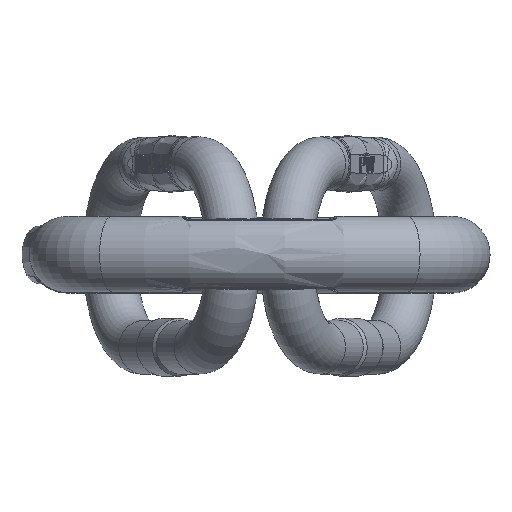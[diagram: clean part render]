
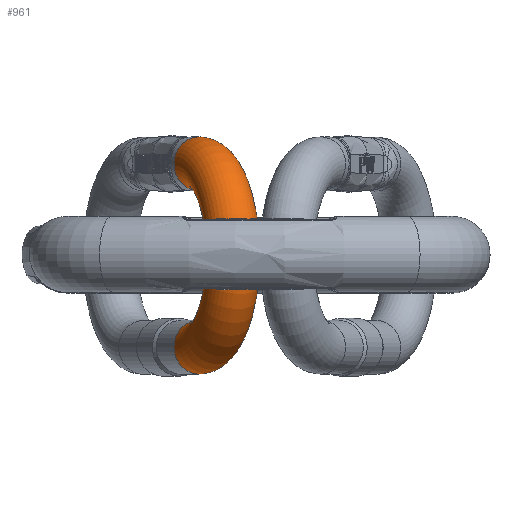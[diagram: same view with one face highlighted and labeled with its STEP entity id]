
A CAD part, top view. The second image highlights one B-rep face of the part: STEP entity #961.
In plain terms, the highlighted toroidal (fillet/blend) face has major radius 46 mm and minor radius 13.5 mm.
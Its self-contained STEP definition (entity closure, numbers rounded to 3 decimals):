
#679=TOROIDAL_SURFACE('',#7538,46.,13.5);
#961=ADVANCED_FACE('',(#2418,#2419),#679,.T.);
#2318=CIRCLE('',#7532,13.5);
#2321=CIRCLE('',#7537,13.5);
#2418=FACE_BOUND('',#2771,.T.);
#2419=FACE_BOUND('',#2772,.T.);
#2771=EDGE_LOOP('',(#4371));
#2772=EDGE_LOOP('',(#4372));
#4371=ORIENTED_EDGE('',*,*,#6428,.T.);
#4372=ORIENTED_EDGE('',*,*,#6425,.F.);
#5517=VERTEX_POINT('',#15275);
#5520=VERTEX_POINT('',#15283);
#6425=EDGE_CURVE('',#5517,#5517,#2318,.T.);
#6428=EDGE_CURVE('',#5520,#5520,#2321,.T.);
#7532=AXIS2_PLACEMENT_3D('',#15274,#8483,#8484);
#7537=AXIS2_PLACEMENT_3D('',#15282,#8493,#8494);
#7538=AXIS2_PLACEMENT_3D('',#15284,#8495,#8496);
#8483=DIRECTION('',(0.,-1.,0.));
#8484=DIRECTION('',(1.,0.,0.));
#8493=DIRECTION('',(0.,1.,0.));
#8494=DIRECTION('',(-1.,0.,0.));
#8495=DIRECTION('',(0.,0.,1.));
#8496=DIRECTION('',(1.,0.,0.));
#15274=CARTESIAN_POINT('',(-46.,37.5,0.));
#15275=CARTESIAN_POINT('',(-32.5,37.5,0.));
#15282=CARTESIAN_POINT('',(46.,37.5,0.));
#15283=CARTESIAN_POINT('',(32.5,37.5,0.));
#15284=CARTESIAN_POINT('',(0.,37.5,0.));
